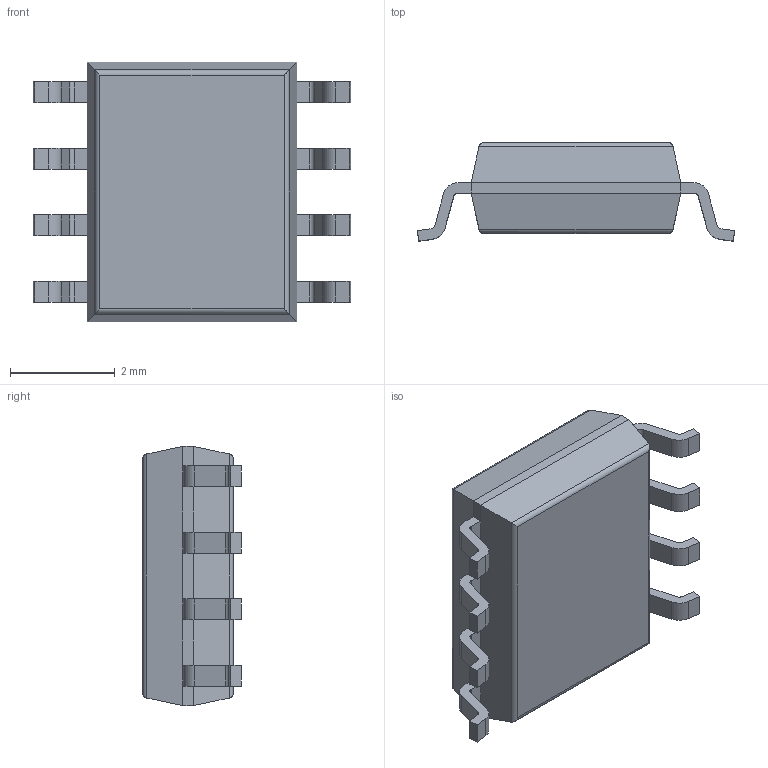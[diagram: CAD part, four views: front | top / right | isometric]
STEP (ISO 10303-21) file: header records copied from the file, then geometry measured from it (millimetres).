
FILE_DESCRIPTION (( 'STEP AP214' ), '1' );
FILE_NAME ('SOIC127P600X173-8N SO SO8-SOP005.step', '2011-02-16T08:29:59', ( 'iLLuSioN' ), ( 'Home' ), 'SwSTEP 2.0', 'SolidWorks 2009', '' );
FILE_SCHEMA (( 'AUTOMOTIVE_DESIGN' ));
Length unit declared in the file: millimetre
Products named in the file (1): SOIC127P600X173-8N SO SO8-SOP005
Bounding box: 6.06 x 1.88 x 4.95 mm (x, y, z)
Volume: 33.1 mm3; surface area: 79.1 mm2
Topology: 1 solids, 1 shells, 137 faces, 354 edges, 220 vertices
Faces by surface type: plane 95, cylinder 42
Entity records: 5622 total; most frequent: CARTESIAN_POINT 736, ORIENTED_EDGE 708, DIRECTION 690, EDGE_CURVE 354, VECTOR 278, LINE 278, VERTEX_POINT 220, AXIS2_PLACEMENT_3D 206
